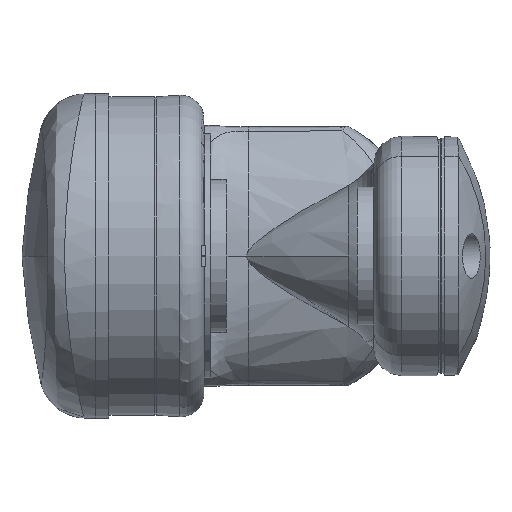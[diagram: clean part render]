
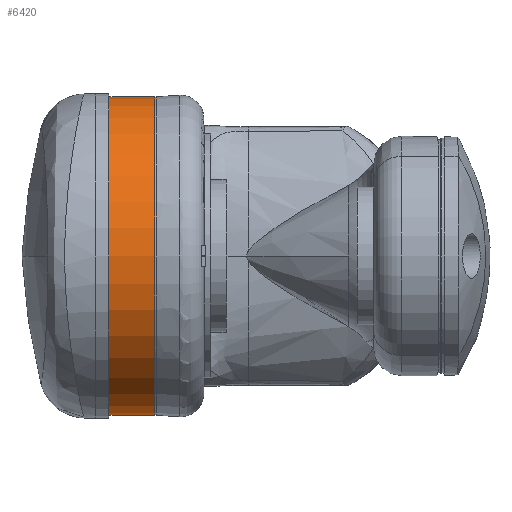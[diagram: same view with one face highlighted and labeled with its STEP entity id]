
A CAD part, left-side view. The second image highlights one B-rep face of the part: STEP entity #6420.
In plain terms, the highlighted cylindrical face has radius 104 mm (diameter 208 mm), a partial arc.
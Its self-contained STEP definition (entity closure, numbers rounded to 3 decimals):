
#688 = DIRECTION ( 'NONE',  ( 0., 0., 1. ) ) ;
#1547 = EDGE_LOOP ( 'NONE', ( #11331, #11521, #6680, #15903 ) ) ;
#1567 = EDGE_CURVE ( 'NONE', #16503, #4687, #6062, .T. ) ;
#2113 = EDGE_CURVE ( 'NONE', #4687, #2240, #8271, .T. ) ;
#2240 = VERTEX_POINT ( 'NONE', #15666 ) ;
#2472 = CARTESIAN_POINT ( 'NONE',  ( 2350., 81., 1795. ) ) ;
#3894 = DIRECTION ( 'NONE',  ( 0., 1., 0. ) ) ;
#4291 = AXIS2_PLACEMENT_3D ( 'NONE', #15497, #13789, #688 ) ;
#4687 = VERTEX_POINT ( 'NONE', #7929 ) ;
#5210 = DIRECTION ( 'NONE',  ( 0., 0., -1. ) ) ;
#6062 = LINE ( 'NONE', #16238, #10687 ) ;
#6414 = CIRCLE ( 'NONE', #4291, 104. ) ;
#6420 = ADVANCED_FACE ( 'NONE', ( #12456 ), #15117, .T. ) ;
#6680 = ORIENTED_EDGE ( 'NONE', *, *, #1567, .T. ) ;
#7845 = CARTESIAN_POINT ( 'NONE',  ( 2350., 81., 2003. ) ) ;
#7929 = CARTESIAN_POINT ( 'NONE',  ( 2350., 111., 2003. ) ) ;
#8032 = EDGE_CURVE ( 'NONE', #15982, #16503, #6414, .T. ) ;
#8130 = DIRECTION ( 'NONE',  ( 0., 1., 0. ) ) ;
#8271 = CIRCLE ( 'NONE', #12229, 104. ) ;
#8824 = AXIS2_PLACEMENT_3D ( 'NONE', #18233, #3894, #10831 ) ;
#9923 = CARTESIAN_POINT ( 'NONE',  ( 2350., 81., 1795. ) ) ;
#10687 = VECTOR ( 'NONE', #14632, 1000. ) ;
#10831 = DIRECTION ( 'NONE',  ( 0., 0., 1. ) ) ;
#11331 = ORIENTED_EDGE ( 'NONE', *, *, #11981, .F. ) ;
#11521 = ORIENTED_EDGE ( 'NONE', *, *, #8032, .T. ) ;
#11981 = EDGE_CURVE ( 'NONE', #15982, #2240, #15639, .T. ) ;
#12229 = AXIS2_PLACEMENT_3D ( 'NONE', #18417, #12449, #5210 ) ;
#12449 = DIRECTION ( 'NONE',  ( 0., -1., 0. ) ) ;
#12456 = FACE_OUTER_BOUND ( 'NONE', #1547, .T. ) ;
#13789 = DIRECTION ( 'NONE',  ( 0., 1., 0. ) ) ;
#14632 = DIRECTION ( 'NONE',  ( 0., 1., 0. ) ) ;
#15117 = CYLINDRICAL_SURFACE ( 'NONE', #8824, 104. ) ;
#15497 = CARTESIAN_POINT ( 'NONE',  ( 2350., 81., 1899. ) ) ;
#15639 = LINE ( 'NONE', #9923, #18572 ) ;
#15666 = CARTESIAN_POINT ( 'NONE',  ( 2350., 111., 1795. ) ) ;
#15903 = ORIENTED_EDGE ( 'NONE', *, *, #2113, .T. ) ;
#15982 = VERTEX_POINT ( 'NONE', #2472 ) ;
#16238 = CARTESIAN_POINT ( 'NONE',  ( 2350., 81., 2003. ) ) ;
#16503 = VERTEX_POINT ( 'NONE', #7845 ) ;
#18233 = CARTESIAN_POINT ( 'NONE',  ( 2350., 81., 1899. ) ) ;
#18417 = CARTESIAN_POINT ( 'NONE',  ( 2350., 111., 1899. ) ) ;
#18572 = VECTOR ( 'NONE', #8130, 1000. ) ;
